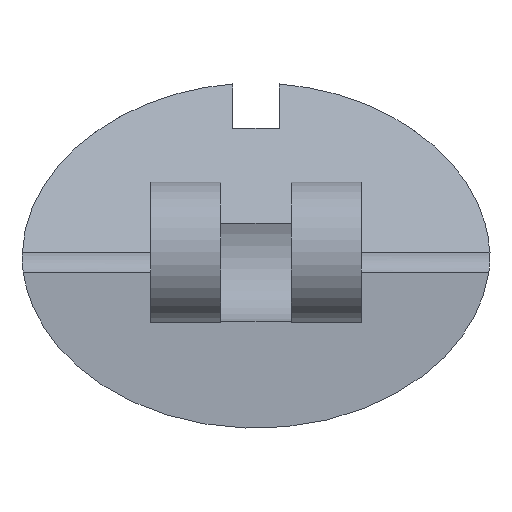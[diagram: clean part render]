
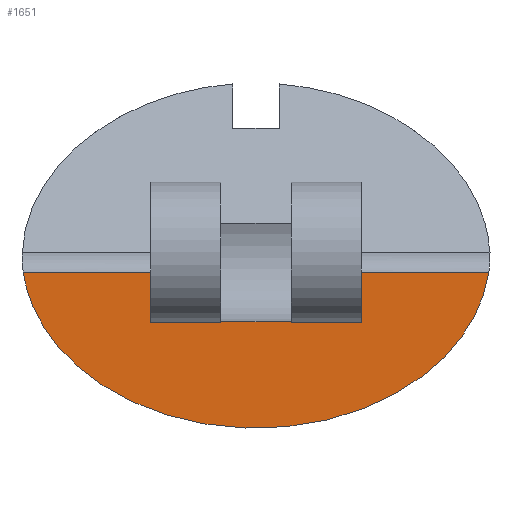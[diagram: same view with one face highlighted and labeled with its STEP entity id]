
A CAD part, front view. The second image highlights one B-rep face of the part: STEP entity #1651.
In plain terms, the highlighted planar face has unit normal (0, -1, 0).
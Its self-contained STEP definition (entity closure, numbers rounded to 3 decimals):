
#58 = EDGE_CURVE ( 'NONE', #1138, #1497, #2029, .T. ) ;
#78 = ORIENTED_EDGE ( 'NONE', *, *, #2259, .F. ) ;
#97 = VERTEX_POINT ( 'NONE', #1870 ) ;
#117 = FACE_OUTER_BOUND ( 'NONE', #1946, .T. ) ;
#125 = ORIENTED_EDGE ( 'NONE', *, *, #1015, .F. ) ;
#174 =( BOUNDED_CURVE ( )  B_SPLINE_CURVE ( 3, ( #832, #1402, #308, #1752 ),
 .UNSPECIFIED., .F., .F. ) 
 B_SPLINE_CURVE_WITH_KNOTS ( ( 4, 4 ),
 ( 0.116, 3.026 ),
 .UNSPECIFIED. ) 
 CURVE ( )  GEOMETRIC_REPRESENTATION_ITEM ( )  RATIONAL_B_SPLINE_CURVE ( ( 1., 0.41, 0.41, 1. ) ) 
 REPRESENTATION_ITEM ( '' )  );
#269 = DIRECTION ( 'NONE',  ( -1., 0., 0. ) ) ;
#276 = ORIENTED_EDGE ( 'NONE', *, *, #310, .T. ) ;
#308 = CARTESIAN_POINT ( 'NONE',  ( -8.07, 0., -12.889 ) ) ;
#310 = EDGE_CURVE ( 'NONE', #1746, #97, #1556, .T. ) ;
#328 = CARTESIAN_POINT ( 'NONE',  ( -4.5, 0., -0.866 ) ) ;
#428 = LINE ( 'NONE', #1306, #1652 ) ;
#477 = CARTESIAN_POINT ( 'NONE',  ( -4.5, 0., -2.958 ) ) ;
#501 = CARTESIAN_POINT ( 'NONE',  ( 0., 0., 0. ) ) ;
#504 = DIRECTION ( 'NONE',  ( -1., 0., 0. ) ) ;
#538 = VECTOR ( 'NONE', #796, 1000. ) ;
#642 = DIRECTION ( 'NONE',  ( 0., 0., 1. ) ) ;
#643 = ORIENTED_EDGE ( 'NONE', *, *, #1410, .T. ) ;
#691 = VECTOR ( 'NONE', #504, 1000. ) ;
#707 = CARTESIAN_POINT ( 'NONE',  ( -1.5, 0., -2.958 ) ) ;
#731 = ORIENTED_EDGE ( 'NONE', *, *, #834, .F. ) ;
#772 = CARTESIAN_POINT ( 'NONE',  ( 1.5, 0., -2.958 ) ) ;
#796 = DIRECTION ( 'NONE',  ( 1., 0., 0. ) ) ;
#830 = DIRECTION ( 'NONE',  ( 0., 1., 0. ) ) ;
#832 = CARTESIAN_POINT ( 'NONE',  ( 9.933, 0., -0.866 ) ) ;
#834 = EDGE_CURVE ( 'NONE', #1746, #1804, #428, .T. ) ;
#854 = PLANE ( 'NONE',  #1369 ) ;
#858 = CARTESIAN_POINT ( 'NONE',  ( -10.635, 0., -0.866 ) ) ;
#859 = DIRECTION ( 'NONE',  ( 1., 0., 0. ) ) ;
#887 = CARTESIAN_POINT ( 'NONE',  ( -4.5, 0., -2.958 ) ) ;
#908 = VECTOR ( 'NONE', #269, 1000. ) ;
#960 = VERTEX_POINT ( 'NONE', #1843 ) ;
#972 = DIRECTION ( 'NONE',  ( 0., 0., -1. ) ) ;
#1003 = VECTOR ( 'NONE', #2236, 1000. ) ;
#1015 = EDGE_CURVE ( 'NONE', #1106, #1138, #1189, .T. ) ;
#1060 = ORIENTED_EDGE ( 'NONE', *, *, #1952, .T. ) ;
#1106 = VERTEX_POINT ( 'NONE', #707 ) ;
#1116 = VERTEX_POINT ( 'NONE', #1417 ) ;
#1138 = VERTEX_POINT ( 'NONE', #772 ) ;
#1189 = LINE ( 'NONE', #1919, #1554 ) ;
#1298 = LINE ( 'NONE', #1520, #1003 ) ;
#1306 = CARTESIAN_POINT ( 'NONE',  ( -4.5, 0., 0. ) ) ;
#1369 = AXIS2_PLACEMENT_3D ( 'NONE', #501, #830, #2269 ) ;
#1402 = CARTESIAN_POINT ( 'NONE',  ( 8.07, 0., -12.889 ) ) ;
#1410 = EDGE_CURVE ( 'NONE', #1106, #1804, #1541, .T. ) ;
#1417 = CARTESIAN_POINT ( 'NONE',  ( 4.5, 0., -0.866 ) ) ;
#1468 = CARTESIAN_POINT ( 'NONE',  ( 4.5, 0., -2.958 ) ) ;
#1497 = VERTEX_POINT ( 'NONE', #1468 ) ;
#1520 = CARTESIAN_POINT ( 'NONE',  ( -10.635, 0., -0.866 ) ) ;
#1541 = LINE ( 'NONE', #477, #908 ) ;
#1554 = VECTOR ( 'NONE', #859, 1000. ) ;
#1556 = LINE ( 'NONE', #858, #691 ) ;
#1651 = ADVANCED_FACE ( 'NONE', ( #117 ), #854, .F. ) ;
#1652 = VECTOR ( 'NONE', #972, 1000. ) ;
#1717 = CARTESIAN_POINT ( 'NONE',  ( 4.5, 0., 0. ) ) ;
#1746 = VERTEX_POINT ( 'NONE', #328 ) ;
#1752 = CARTESIAN_POINT ( 'NONE',  ( -9.933, 0., -0.866 ) ) ;
#1804 = VERTEX_POINT ( 'NONE', #887 ) ;
#1833 = CARTESIAN_POINT ( 'NONE',  ( 4.5, 0., -2.958 ) ) ;
#1843 = CARTESIAN_POINT ( 'NONE',  ( 9.933, 0., -0.866 ) ) ;
#1864 = LINE ( 'NONE', #1717, #2095 ) ;
#1870 = CARTESIAN_POINT ( 'NONE',  ( -9.933, 0., -0.866 ) ) ;
#1919 = CARTESIAN_POINT ( 'NONE',  ( 1.5, 0., -2.958 ) ) ;
#1946 = EDGE_LOOP ( 'NONE', ( #78, #1060, #2072, #1990, #125, #643, #731, #276 ) ) ;
#1952 = EDGE_CURVE ( 'NONE', #960, #1116, #1298, .T. ) ;
#1990 = ORIENTED_EDGE ( 'NONE', *, *, #58, .F. ) ;
#2029 = LINE ( 'NONE', #1833, #538 ) ;
#2072 = ORIENTED_EDGE ( 'NONE', *, *, #2224, .F. ) ;
#2095 = VECTOR ( 'NONE', #642, 1000. ) ;
#2224 = EDGE_CURVE ( 'NONE', #1497, #1116, #1864, .T. ) ;
#2236 = DIRECTION ( 'NONE',  ( -1., 0., 0. ) ) ;
#2259 = EDGE_CURVE ( 'NONE', #960, #97, #174, .T. ) ;
#2269 = DIRECTION ( 'NONE',  ( 0., 0., 1. ) ) ;
